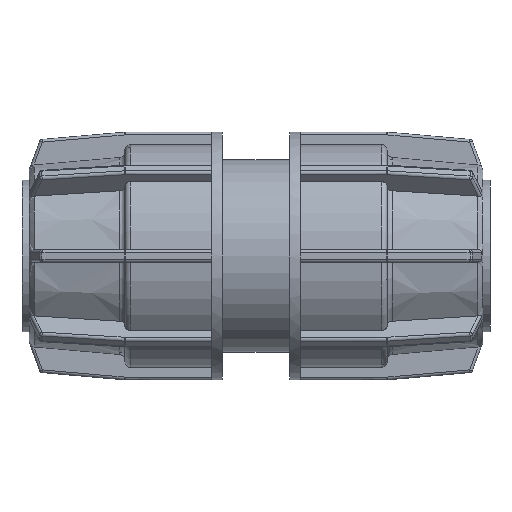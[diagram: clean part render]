
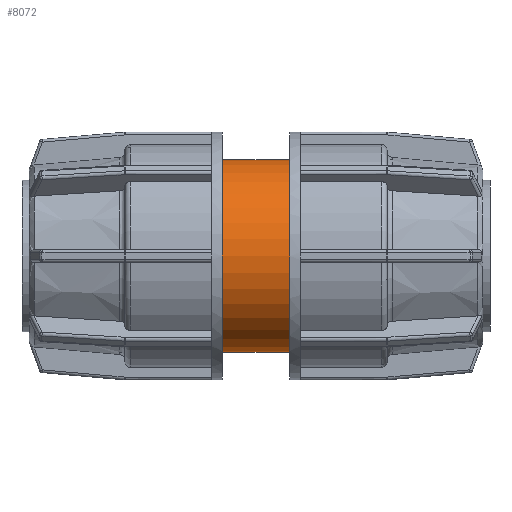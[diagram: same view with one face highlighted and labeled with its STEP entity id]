
A CAD part, front view. The second image highlights one B-rep face of the part: STEP entity #8072.
In plain terms, the highlighted cylindrical face has radius 17.5 mm (diameter 35 mm), a full revolution.
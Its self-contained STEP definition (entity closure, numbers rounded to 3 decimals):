
#1622=FACE_BOUND('',#2692,.T.);
#2144=FACE_OUTER_BOUND('',#2691,.T.);
#2691=EDGE_LOOP('',(#7393));
#2692=EDGE_LOOP('',(#7394));
#2695=CIRCLE('',#8079,17.5);
#2914=CIRCLE('',#8542,17.5);
#3133=VERTEX_POINT('',#11380);
#3480=VERTEX_POINT('',#13854);
#3827=EDGE_CURVE('',#3133,#3133,#2695,.T.);
#4422=EDGE_CURVE('',#3480,#3480,#2914,.T.);
#7393=ORIENTED_EDGE('',*,*,#3827,.T.);
#7394=ORIENTED_EDGE('',*,*,#4422,.T.);
#7550=CYLINDRICAL_SURFACE('',#9018,17.5);
#8072=ADVANCED_FACE('',(#2144,#1622),#7550,.T.);
#8079=AXIS2_PLACEMENT_3D('',#11381,#9029,#9030);
#8542=AXIS2_PLACEMENT_3D('',#13855,#10179,#10180);
#9018=AXIS2_PLACEMENT_3D('',#15859,#11371,#11372);
#9029=DIRECTION('center_axis',(1.,0.,0.));
#9030=DIRECTION('ref_axis',(0.,0.,-1.));
#10179=DIRECTION('center_axis',(-1.,0.,0.));
#10180=DIRECTION('ref_axis',(0.,0.,-1.));
#11371=DIRECTION('center_axis',(1.,0.,0.));
#11372=DIRECTION('ref_axis',(0.,1.,0.));
#11380=CARTESIAN_POINT('',(-10.775,0.,17.5));
#11381=CARTESIAN_POINT('Origin',(-10.775,0.,0.));
#13854=CARTESIAN_POINT('',(10.775,0.,17.5));
#13855=CARTESIAN_POINT('Origin',(10.775,0.,0.));
#15859=CARTESIAN_POINT('Origin',(3.05,0.,0.));
